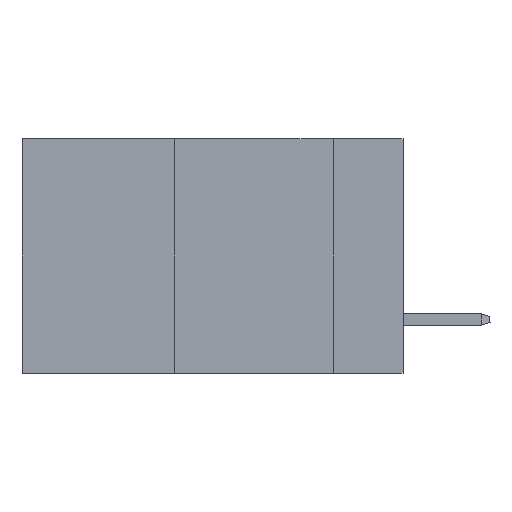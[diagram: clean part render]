
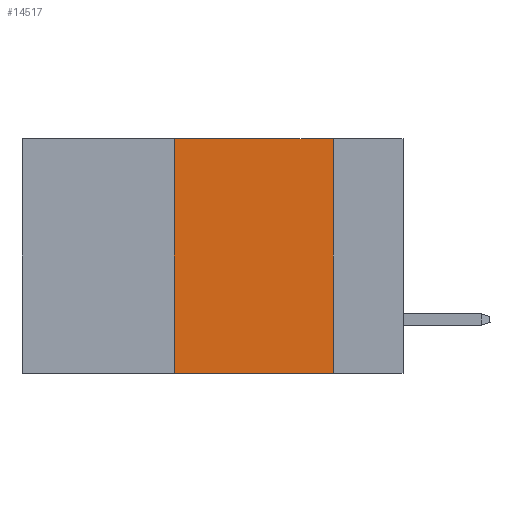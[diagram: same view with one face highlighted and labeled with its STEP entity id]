
A CAD part, left-side view. The second image highlights one B-rep face of the part: STEP entity #14517.
In plain terms, the highlighted planar face has unit normal (-1, 0, 0).
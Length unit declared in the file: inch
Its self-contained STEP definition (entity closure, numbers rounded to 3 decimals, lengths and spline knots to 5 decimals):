
#1760 = EDGE_CURVE ( 'NONE', #2469, #6361, #11586, .T. ) ;
#2469 = VERTEX_POINT ( 'NONE', #2713 ) ;
#2703 = DIRECTION ( 'NONE',  ( 0., 0., -1. ) ) ;
#2713 = CARTESIAN_POINT ( 'NONE',  ( 0., 0.36, -0.37 ) ) ;
#4714 = DIRECTION ( 'NONE',  ( 0., -1., 0. ) ) ;
#4754 = EDGE_CURVE ( 'NONE', #16172, #11293, #8321, .T. ) ;
#5122 = VECTOR ( 'NONE', #18536, 39.37008 ) ;
#5470 = ORIENTED_EDGE ( 'NONE', *, *, #1760, .F. ) ;
#6164 = EDGE_CURVE ( 'NONE', #2469, #11293, #15552, .T. ) ;
#6361 = VERTEX_POINT ( 'NONE', #12751 ) ;
#7440 = ORIENTED_EDGE ( 'NONE', *, *, #6164, .T. ) ;
#8206 = CARTESIAN_POINT ( 'NONE',  ( 0., 0.36, 0. ) ) ;
#8321 = LINE ( 'NONE', #18555, #11951 ) ;
#8359 = DIRECTION ( 'NONE',  ( 1., 0., 0. ) ) ;
#9072 = AXIS2_PLACEMENT_3D ( 'NONE', #15125, #8359, #22375 ) ;
#11293 = VERTEX_POINT ( 'NONE', #21638 ) ;
#11586 = LINE ( 'NONE', #8206, #14269 ) ;
#11835 = PLANE ( 'NONE',  #9072 ) ;
#11951 = VECTOR ( 'NONE', #2703, 39.37008 ) ;
#12751 = CARTESIAN_POINT ( 'NONE',  ( 0., 0.36, 0. ) ) ;
#14269 = VECTOR ( 'NONE', #15541, 39.37008 ) ;
#14455 = ORIENTED_EDGE ( 'NONE', *, *, #4754, .F. ) ;
#14517 = ADVANCED_FACE ( 'NONE', ( #20357 ), #11835, .F. ) ;
#15125 = CARTESIAN_POINT ( 'NONE',  ( 0., 0.6, 0. ) ) ;
#15541 = DIRECTION ( 'NONE',  ( 0., 0., 1. ) ) ;
#15552 = LINE ( 'NONE', #22678, #22397 ) ;
#16051 = CARTESIAN_POINT ( 'NONE',  ( 0., 0.11, 0. ) ) ;
#16172 = VERTEX_POINT ( 'NONE', #16051 ) ;
#16901 = CARTESIAN_POINT ( 'NONE',  ( 0., 0.6, 0. ) ) ;
#17135 = LINE ( 'NONE', #16901, #5122 ) ;
#17511 = ORIENTED_EDGE ( 'NONE', *, *, #20833, .F. ) ;
#18536 = DIRECTION ( 'NONE',  ( 0., -1., 0. ) ) ;
#18555 = CARTESIAN_POINT ( 'NONE',  ( 0., 0.11, 0. ) ) ;
#20357 = FACE_OUTER_BOUND ( 'NONE', #20893, .T. ) ;
#20833 = EDGE_CURVE ( 'NONE', #6361, #16172, #17135, .T. ) ;
#20893 = EDGE_LOOP ( 'NONE', ( #14455, #17511, #5470, #7440 ) ) ;
#21638 = CARTESIAN_POINT ( 'NONE',  ( 0., 0.11, -0.37 ) ) ;
#22375 = DIRECTION ( 'NONE',  ( 0., 0., -1. ) ) ;
#22397 = VECTOR ( 'NONE', #4714, 39.37008 ) ;
#22678 = CARTESIAN_POINT ( 'NONE',  ( 0., 0.6, -0.37 ) ) ;
